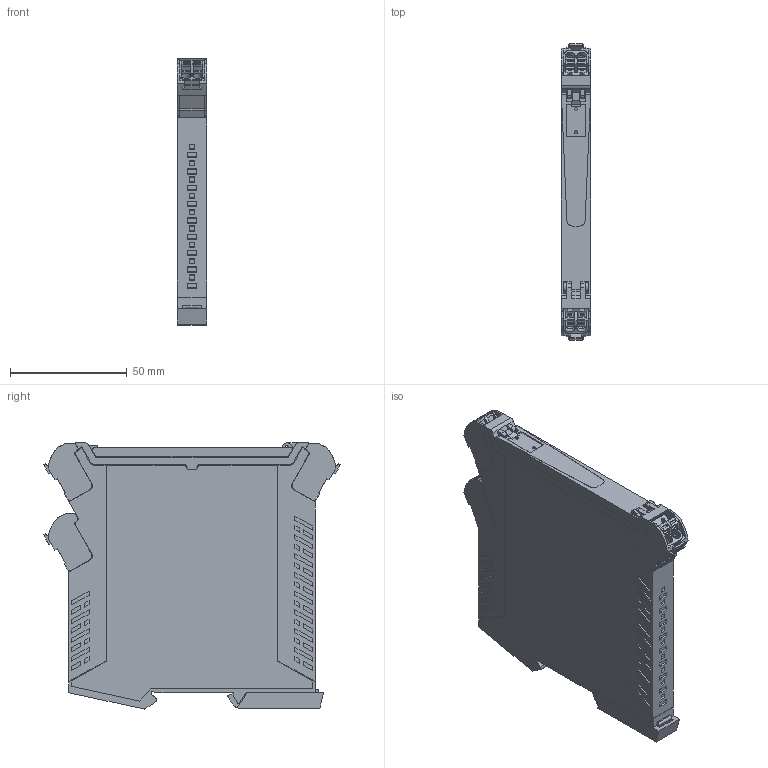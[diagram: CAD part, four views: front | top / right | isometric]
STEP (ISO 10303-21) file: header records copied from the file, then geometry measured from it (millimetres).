
FILE_DESCRIPTION(('CATIA V5 STEP Exchange','CAx-IF Rec.Pracs.--- Model Styling and Organization---1.4--- 2014-01-23'),'2;1');
FILE_NAME ('D1409149_1_2619390000_S3D_ACT20P_CI_2CO_OLP_P.stp','2020-02-21T07:57:23+00:00',('none'),('Weidmueller'),'CATIA Version 5-6 Release 2016 SP3 HF44','CATIA V5 STEP AP214','none');
FILE_SCHEMA(('AUTOMOTIVE_DESIGN { 1 0 10303 214 1 1 1 1 }'));
Length unit declared in the file: millimetre
Products named in the file (1): 2619390000
Bounding box: 12.5 x 127.12 x 114.02 mm (x, y, z)
Volume: 145556.6 mm3; surface area: 44431.5 mm2
Topology: 17 solids, 17 shells, 1507 faces, 4413 edges, 3047 vertices
Faces by surface type: plane 1242, cylinder 174, extrusion 44, cone 33, torus 12, sphere 2
Entity records: 49534 total; most frequent: CARTESIAN_POINT 11122, ORIENTED_EDGE 8826, DIRECTION 5630, EDGE_CURVE 4413, VECTOR 3300, LINE 3256, VERTEX_POINT 3047, EDGE_LOOP 1630
